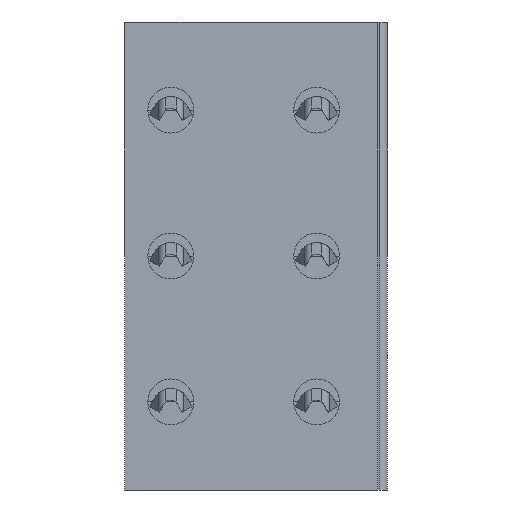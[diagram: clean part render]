
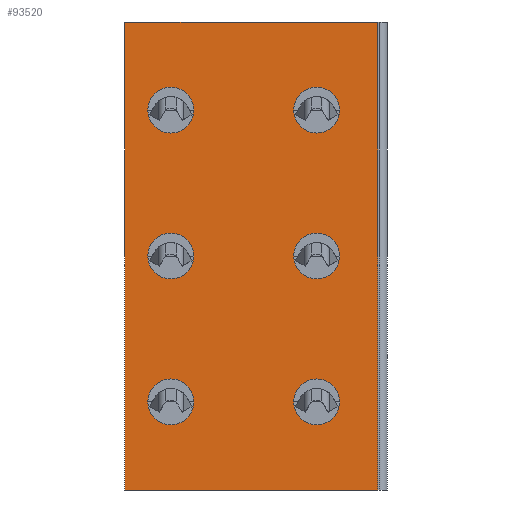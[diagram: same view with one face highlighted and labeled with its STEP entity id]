
A CAD part, front view. The second image highlights one B-rep face of the part: STEP entity #93520.
In plain terms, the highlighted planar face has unit normal (0, -1, 0).
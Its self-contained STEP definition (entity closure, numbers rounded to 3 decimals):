
#12020=CARTESIAN_POINT('',(14.5,0.
   ,2.3));
#12030=VERTEX_POINT('',#12020);
#12060=CARTESIAN_POINT('',(7.9,0.
   ,2.3));
#12070=DIRECTION('',(1.,0.,
   0.));
#12080=VECTOR('',#12070,1.);
#12090=LINE('',#12060,#12080);
#12100=CARTESIAN_POINT('',(7.9,0.
   ,2.3));
#12110=VERTEX_POINT('',#12100);
#12120=EDGE_CURVE('',#12110,#12030,#12090,.T.);
#26620=CARTESIAN_POINT('',(7.9,0.
   ,-9.92));
#26630=VERTEX_POINT('',#26620);
#26730=CARTESIAN_POINT('',(7.9,0.
   ,-3.81));
#26740=DIRECTION('',(0.,0.,
   1.));
#26750=VECTOR('',#26740,1.);
#26760=LINE('',#26730,#26750);
#26770=EDGE_CURVE('',#26630,#12110,#26760,.T.);
#28710=CARTESIAN_POINT('',(8.5,0.
   ,0.));
#28720=VERTEX_POINT('',#28710);
#28860=CARTESIAN_POINT('',(9.7,
   0.,0.));
#28870=VERTEX_POINT('',#28860);
#28900=CARTESIAN_POINT('',(9.1,0.
   ,0.));
#28910=DIRECTION('',(0.,-1.,
   0.));
#28920=DIRECTION('',(1.,0.,
   0.));
#28930=AXIS2_PLACEMENT_3D('',#28900,#28910,#28920);
#28940=CIRCLE('',#28930,0.6);
#28950=EDGE_CURVE('',#28720,#28870,#28940,.T.);
#36950=CARTESIAN_POINT('',(13.51,0.
   ,0.));
#36960=VERTEX_POINT('',#36950);
#36990=CARTESIAN_POINT('',(12.91,0.
   ,0.));
#37000=DIRECTION('',(0.,-1.,
   0.));
#37010=DIRECTION('',(1.,0.,
   0.));
#37020=AXIS2_PLACEMENT_3D('',#36990,#37000,#37010);
#37030=CIRCLE('',#37020,0.6);
#37040=CARTESIAN_POINT('',(12.31,
   0.,0.));
#37050=VERTEX_POINT('',#37040);
#37060=EDGE_CURVE('',#37050,#36960,#37030,.T.);
#80590=CARTESIAN_POINT('',(8.5,0.
   ,-3.81));
#80600=VERTEX_POINT('',#80590);
#80630=CARTESIAN_POINT('',(9.1,0.
   ,-3.81));
#80640=DIRECTION('',(0.,-1.,
   0.));
#80650=DIRECTION('',(1.,0.,
   0.));
#80660=AXIS2_PLACEMENT_3D('',#80630,#80640,#80650);
#80670=CIRCLE('',#80660,0.6);
#80680=CARTESIAN_POINT('',(9.7,0.
   ,-3.81));
#80690=VERTEX_POINT('',#80680);
#80700=EDGE_CURVE('',#80690,#80600,#80670,.T.);
#92540=CARTESIAN_POINT('',(14.5,0.
   ,-9.92));
#92550=VERTEX_POINT('',#92540);
#92580=CARTESIAN_POINT('',(14.5,0.
   ,-3.81));
#92590=DIRECTION('',(0.,0.,
   -1.));
#92600=VECTOR('',#92590,1.);
#92610=LINE('',#92580,#92600);
#92620=EDGE_CURVE('',#12030,#92550,#92610,.T.);
#92760=CARTESIAN_POINT('',(7.9,0.
   ,-3.81));
#92770=DIRECTION('',(0.,-1.,
   0.));
#92780=DIRECTION('',(-1.,0.,
   0.));
#92790=AXIS2_PLACEMENT_3D('',#92760,#92770,#92780);
#92800=PLANE('',#92790);
#92810=EDGE_CURVE('',#80600,#80690,#80670,.T.);
#92820=ORIENTED_EDGE('',*,*,#92810,.F.);
#92830=ORIENTED_EDGE('',*,*,#80700,.F.);
#92840=EDGE_LOOP('',(#92830,#92820));
#92850=FACE_BOUND('',#92840,.T.);
#92860=EDGE_CURVE('',#28870,#28720,#28940,.T.);
#92870=ORIENTED_EDGE('',*,*,#92860,.F.);
#92880=ORIENTED_EDGE('',*,*,#28950,.F.);
#92890=EDGE_LOOP('',(#92880,#92870));
#92900=FACE_BOUND('',#92890,.T.);
#92910=ORIENTED_EDGE('',*,*,#37060,.F.);
#92920=EDGE_CURVE('',#36960,#37050,#37030,.T.);
#92930=ORIENTED_EDGE('',*,*,#92920,.F.);
#92940=EDGE_LOOP('',(#92930,#92910));
#92950=FACE_BOUND('',#92940,.T.);
#92960=CARTESIAN_POINT('',(9.1,0.
   ,-7.62));
#92970=DIRECTION('',(0.,-1.,
   0.));
#92980=DIRECTION('',(1.,0.,
   0.));
#92990=AXIS2_PLACEMENT_3D('',#92960,#92970,#92980);
#93000=CIRCLE('',#92990,0.6);
#93010=CARTESIAN_POINT('',(8.5,
   0.,-7.62));
#93020=VERTEX_POINT('',#93010);
#93030=CARTESIAN_POINT('',(9.7,0.
   ,-7.62));
#93040=VERTEX_POINT('',#93030);
#93050=EDGE_CURVE('',#93020,#93040,#93000,.T.);
#93060=ORIENTED_EDGE('',*,*,#93050,.F.);
#93070=EDGE_CURVE('',#93040,#93020,#93000,.T.);
#93080=ORIENTED_EDGE('',*,*,#93070,.F.);
#93090=EDGE_LOOP('',(#93080,#93060));
#93100=FACE_BOUND('',#93090,.T.);
#93110=CARTESIAN_POINT('',(12.91,0.
   ,-3.81));
#93120=DIRECTION('',(0.,-1.,
   0.));
#93130=DIRECTION('',(1.,0.,
   0.));
#93140=AXIS2_PLACEMENT_3D('',#93110,#93120,#93130);
#93150=CIRCLE('',#93140,0.6);
#93160=CARTESIAN_POINT('',(12.31,
   0.,-3.81));
#93170=VERTEX_POINT('',#93160);
#93180=CARTESIAN_POINT('',(13.51,0.
   ,-3.81));
#93190=VERTEX_POINT('',#93180);
#93200=EDGE_CURVE('',#93170,#93190,#93150,.T.);
#93210=ORIENTED_EDGE('',*,*,#93200,.F.);
#93220=EDGE_CURVE('',#93190,#93170,#93150,.T.);
#93230=ORIENTED_EDGE('',*,*,#93220,.F.);
#93240=EDGE_LOOP('',(#93230,#93210));
#93250=FACE_BOUND('',#93240,.T.);
#93260=ORIENTED_EDGE('',*,*,#12120,.F.);
#93270=ORIENTED_EDGE('',*,*,#92620,.F.);
#93280=CARTESIAN_POINT('',(7.9,0.
   ,-9.92));
#93290=DIRECTION('',(1.,0.,
   0.));
#93300=VECTOR('',#93290,1.);
#93310=LINE('',#93280,#93300);
#93320=EDGE_CURVE('',#26630,#92550,#93310,.T.);
#93330=ORIENTED_EDGE('',*,*,#93320,.T.);
#93340=ORIENTED_EDGE('',*,*,#26770,.F.);
#93350=EDGE_LOOP('',(#93340,#93330,#93270,#93260));
#93360=FACE_OUTER_BOUND('',#93350,.T.);
#93370=CARTESIAN_POINT('',(12.91,0.
   ,-7.62));
#93380=DIRECTION('',(0.,-1.,
   0.));
#93390=DIRECTION('',(1.,0.,
   0.));
#93400=AXIS2_PLACEMENT_3D('',#93370,#93380,#93390);
#93410=CIRCLE('',#93400,0.6);
#93420=CARTESIAN_POINT('',(13.51,
   0.,-7.62));
#93430=VERTEX_POINT('',#93420);
#93440=CARTESIAN_POINT('',(12.31,0.
   ,-7.62));
#93450=VERTEX_POINT('',#93440);
#93460=EDGE_CURVE('',#93430,#93450,#93410,.T.);
#93470=ORIENTED_EDGE('',*,*,#93460,.F.);
#93480=EDGE_CURVE('',#93450,#93430,#93410,.T.);
#93490=ORIENTED_EDGE('',*,*,#93480,.F.);
#93500=EDGE_LOOP('',(#93490,#93470));
#93510=FACE_BOUND('',#93500,.T.);
#93520=ADVANCED_FACE('',(#92850,#92900,#92950,#93100,#93250,#93360,
   #93510),#92800,.T.);
